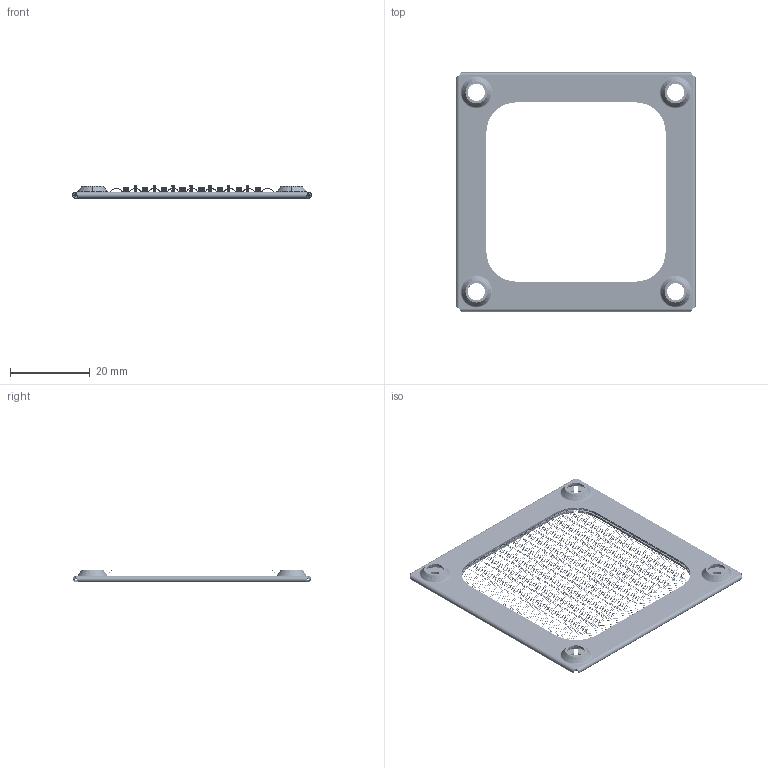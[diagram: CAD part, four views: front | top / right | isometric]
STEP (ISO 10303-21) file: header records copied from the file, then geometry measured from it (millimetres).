
FILE_DESCRIPTION (( 'STEP AP203' ), '1' );
FILE_NAME ('WMG60M.stp', '2025-06-27T17:50:08', ( '' ), ( '' ), 'SwSTEP 2.0', 'SolidWorks 2018', '' );
FILE_SCHEMA (( 'CONFIG_CONTROL_DESIGN' ));
Length unit declared in the file: millimetre
Products named in the file (1): WMG60M
Bounding box: 60 x 60 x 3.07 mm (x, y, z)
Volume: 1899.8 mm3; surface area: 8220.8 mm2
Topology: 168 solids, 168 shells, 5102 faces, 10254 edges, 5496 vertices
Faces by surface type: torus 3812, plane 662, cylinder 604, cone 16, bspline 8
Entity records: 144053 total; most frequent: CARTESIAN_POINT 33131, DIRECTION 28598, ORIENTED_EDGE 20508, AXIS2_PLACEMENT_3D 13645, EDGE_CURVE 10254, CIRCLE 8550, VERTEX_POINT 5496, EDGE_LOOP 5120
